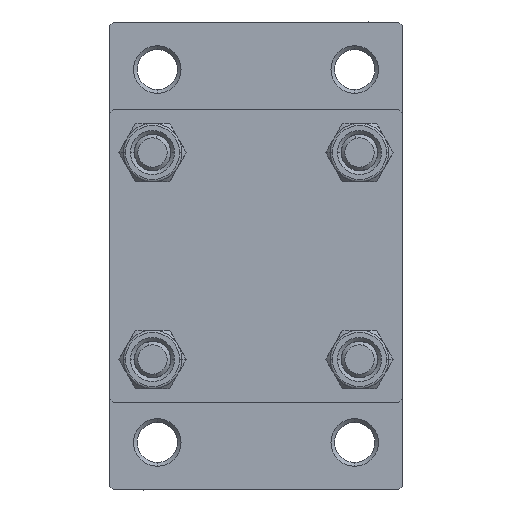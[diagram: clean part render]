
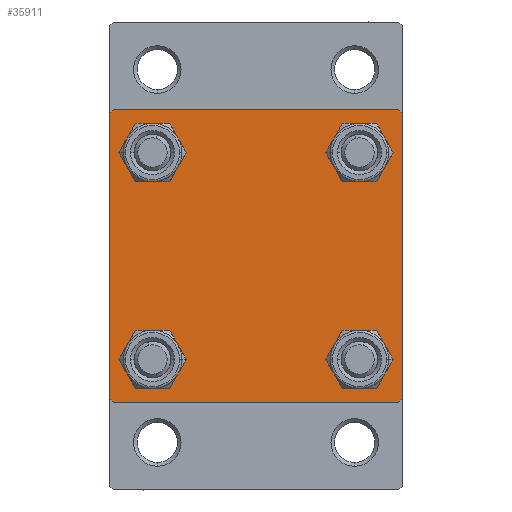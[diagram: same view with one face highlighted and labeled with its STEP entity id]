
A CAD part, left-side view. The second image highlights one B-rep face of the part: STEP entity #35911.
In plain terms, the highlighted planar face has unit normal (-1, 0, 0).
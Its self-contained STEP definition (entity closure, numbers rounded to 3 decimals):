
#224 = EDGE_CURVE ( 'NONE', #13307, #11760, #9806, .T. ) ;
#291 = VERTEX_POINT ( 'NONE', #19056 ) ;
#493 = FACE_OUTER_BOUND ( 'NONE', #6280, .T. ) ;
#561 = CARTESIAN_POINT ( 'NONE',  ( 0., -14.15, -17.15 ) ) ;
#1429 = CARTESIAN_POINT ( 'NONE',  ( 0., -14.15, -14.15 ) ) ;
#1724 = CARTESIAN_POINT ( 'NONE',  ( 0., 19.5, -20. ) ) ;
#1758 = ORIENTED_EDGE ( 'NONE', *, *, #15184, .T. ) ;
#1929 = VERTEX_POINT ( 'NONE', #30201 ) ;
#2189 = CARTESIAN_POINT ( 'NONE',  ( 0., 14.15, 14.15 ) ) ;
#2237 = EDGE_CURVE ( 'NONE', #1929, #5056, #40556, .T. ) ;
#2444 = EDGE_CURVE ( 'NONE', #291, #29290, #44853, .T. ) ;
#2509 = LINE ( 'NONE', #31546, #23626 ) ;
#2649 = CARTESIAN_POINT ( 'NONE',  ( 0., 20., -20. ) ) ;
#2886 = DIRECTION ( 'NONE',  ( 0., -1., 0. ) ) ;
#2926 = VERTEX_POINT ( 'NONE', #42795 ) ;
#3341 = FACE_BOUND ( 'NONE', #42698, .T. ) ;
#4394 = DIRECTION ( 'NONE',  ( 1., 0., 0. ) ) ;
#4654 = DIRECTION ( 'NONE',  ( 1., 0., 0. ) ) ;
#4907 = EDGE_CURVE ( 'NONE', #20838, #291, #11422, .T. ) ;
#5056 = VERTEX_POINT ( 'NONE', #28501 ) ;
#5127 = VERTEX_POINT ( 'NONE', #22317 ) ;
#5470 = CARTESIAN_POINT ( 'NONE',  ( 0., -19.75, 19.75 ) ) ;
#5690 = VECTOR ( 'NONE', #15464, 1000. ) ;
#5697 = CARTESIAN_POINT ( 'NONE',  ( 0., 14.15, 11.15 ) ) ;
#5741 = EDGE_CURVE ( 'NONE', #5127, #2926, #22605, .T. ) ;
#6280 = EDGE_LOOP ( 'NONE', ( #30908, #22673, #24340, #12354, #38821, #23109, #31152, #25728 ) ) ;
#6454 = EDGE_CURVE ( 'NONE', #40117, #10474, #36895, .T. ) ;
#7397 = CARTESIAN_POINT ( 'NONE',  ( 0., 0., 0. ) ) ;
#8795 = CIRCLE ( 'NONE', #11862, 3. ) ;
#9484 = EDGE_LOOP ( 'NONE', ( #44553, #19378 ) ) ;
#9652 = DIRECTION ( 'NONE',  ( 1., 0., 0. ) ) ;
#9806 = LINE ( 'NONE', #2649, #38980 ) ;
#10474 = VERTEX_POINT ( 'NONE', #35627 ) ;
#10486 = ORIENTED_EDGE ( 'NONE', *, *, #6454, .T. ) ;
#10522 = LINE ( 'NONE', #39561, #26474 ) ;
#10860 = AXIS2_PLACEMENT_3D ( 'NONE', #7397, #29519, #17854 ) ;
#11077 = EDGE_CURVE ( 'NONE', #29335, #37153, #38594, .T. ) ;
#11422 = LINE ( 'NONE', #26406, #5690 ) ;
#11589 = VECTOR ( 'NONE', #25721, 1000. ) ;
#11760 = VERTEX_POINT ( 'NONE', #41040 ) ;
#11862 = AXIS2_PLACEMENT_3D ( 'NONE', #27685, #34357, #35059 ) ;
#11938 = EDGE_CURVE ( 'NONE', #17490, #33905, #8795, .T. ) ;
#12138 = DIRECTION ( 'NONE',  ( 1., 0., 0. ) ) ;
#12354 = ORIENTED_EDGE ( 'NONE', *, *, #27775, .T. ) ;
#12452 = CARTESIAN_POINT ( 'NONE',  ( 0., -14.15, 14.15 ) ) ;
#12578 = VECTOR ( 'NONE', #30463, 1000. ) ;
#12709 = AXIS2_PLACEMENT_3D ( 'NONE', #12452, #31477, #41730 ) ;
#12753 = AXIS2_PLACEMENT_3D ( 'NONE', #23161, #4394, #18902 ) ;
#12976 = CARTESIAN_POINT ( 'NONE',  ( 0., -14.15, -11.15 ) ) ;
#13010 = ORIENTED_EDGE ( 'NONE', *, *, #44373, .T. ) ;
#13307 = VERTEX_POINT ( 'NONE', #1724 ) ;
#13461 = DIRECTION ( 'NONE',  ( 0., -0.707, 0.707 ) ) ;
#14800 = VERTEX_POINT ( 'NONE', #43308 ) ;
#15184 = EDGE_CURVE ( 'NONE', #5056, #1929, #15758, .T. ) ;
#15464 = DIRECTION ( 'NONE',  ( 0., 0.707, -0.707 ) ) ;
#15705 = DIRECTION ( 'NONE',  ( 0., 0., 1. ) ) ;
#15758 = CIRCLE ( 'NONE', #27926, 3. ) ;
#16016 = ORIENTED_EDGE ( 'NONE', *, *, #18658, .T. ) ;
#16031 = DIRECTION ( 'NONE',  ( 0., 0., -1. ) ) ;
#16501 = CARTESIAN_POINT ( 'NONE',  ( 0., 20., 20. ) ) ;
#16700 = DIRECTION ( 'NONE',  ( 0., 0., 1. ) ) ;
#17490 = VERTEX_POINT ( 'NONE', #12976 ) ;
#17854 = DIRECTION ( 'NONE',  ( 0., 0., 1. ) ) ;
#18658 = EDGE_CURVE ( 'NONE', #10474, #40117, #26396, .T. ) ;
#18902 = DIRECTION ( 'NONE',  ( 0., 0., 1. ) ) ;
#18952 = CARTESIAN_POINT ( 'NONE',  ( 0., 14.15, -14.15 ) ) ;
#19056 = CARTESIAN_POINT ( 'NONE',  ( 0., 20., 19.5 ) ) ;
#19134 = ORIENTED_EDGE ( 'NONE', *, *, #2237, .T. ) ;
#19378 = ORIENTED_EDGE ( 'NONE', *, *, #11077, .T. ) ;
#20838 = VERTEX_POINT ( 'NONE', #23831 ) ;
#20844 = EDGE_CURVE ( 'NONE', #37153, #29335, #22653, .T. ) ;
#21460 = CARTESIAN_POINT ( 'NONE',  ( 0., -14.15, 17.15 ) ) ;
#21660 = PLANE ( 'NONE',  #10860 ) ;
#22267 = LINE ( 'NONE', #30115, #43463 ) ;
#22317 = CARTESIAN_POINT ( 'NONE',  ( 0., -20., 19.5 ) ) ;
#22329 = VECTOR ( 'NONE', #16031, 1000. ) ;
#22605 = LINE ( 'NONE', #5470, #12578 ) ;
#22653 = CIRCLE ( 'NONE', #39368, 3. ) ;
#22673 = ORIENTED_EDGE ( 'NONE', *, *, #40879, .T. ) ;
#23109 = ORIENTED_EDGE ( 'NONE', *, *, #5741, .T. ) ;
#23161 = CARTESIAN_POINT ( 'NONE',  ( 0., 14.15, 14.15 ) ) ;
#23626 = VECTOR ( 'NONE', #13461, 1000. ) ;
#23831 = CARTESIAN_POINT ( 'NONE',  ( 0., 19.5, 20. ) ) ;
#24148 = DIRECTION ( 'NONE',  ( 0., 0., 1. ) ) ;
#24340 = ORIENTED_EDGE ( 'NONE', *, *, #224, .T. ) ;
#25721 = DIRECTION ( 'NONE',  ( 0., 0., -1. ) ) ;
#25728 = ORIENTED_EDGE ( 'NONE', *, *, #4907, .T. ) ;
#26071 = DIRECTION ( 'NONE',  ( 0., -1., 0. ) ) ;
#26367 = EDGE_LOOP ( 'NONE', ( #34887, #13010 ) ) ;
#26396 = CIRCLE ( 'NONE', #12709, 3. ) ;
#26406 = CARTESIAN_POINT ( 'NONE',  ( 0., 19.75, 19.75 ) ) ;
#26474 = VECTOR ( 'NONE', #35988, 1000. ) ;
#27685 = CARTESIAN_POINT ( 'NONE',  ( 0., -14.15, -14.15 ) ) ;
#27735 = CARTESIAN_POINT ( 'NONE',  ( 0., 14.15, -14.15 ) ) ;
#27775 = EDGE_CURVE ( 'NONE', #11760, #14800, #2509, .T. ) ;
#27926 = AXIS2_PLACEMENT_3D ( 'NONE', #18952, #37275, #44669 ) ;
#28501 = CARTESIAN_POINT ( 'NONE',  ( 0., 14.15, -17.15 ) ) ;
#29290 = VERTEX_POINT ( 'NONE', #38761 ) ;
#29301 = CARTESIAN_POINT ( 'NONE',  ( 0., -20., 20. ) ) ;
#29335 = VERTEX_POINT ( 'NONE', #5697 ) ;
#29519 = DIRECTION ( 'NONE',  ( -1., 0., 0. ) ) ;
#30115 = CARTESIAN_POINT ( 'NONE',  ( 0., 20., 20. ) ) ;
#30201 = CARTESIAN_POINT ( 'NONE',  ( 0., 14.15, -11.15 ) ) ;
#30463 = DIRECTION ( 'NONE',  ( 0., 0.707, 0.707 ) ) ;
#30908 = ORIENTED_EDGE ( 'NONE', *, *, #2444, .T. ) ;
#31152 = ORIENTED_EDGE ( 'NONE', *, *, #33480, .F. ) ;
#31477 = DIRECTION ( 'NONE',  ( 1., 0., 0. ) ) ;
#31546 = CARTESIAN_POINT ( 'NONE',  ( 0., -19.75, -19.75 ) ) ;
#33095 = FACE_BOUND ( 'NONE', #26367, .T. ) ;
#33097 = AXIS2_PLACEMENT_3D ( 'NONE', #37251, #4654, #37486 ) ;
#33480 = EDGE_CURVE ( 'NONE', #20838, #2926, #22267, .T. ) ;
#33905 = VERTEX_POINT ( 'NONE', #561 ) ;
#34357 = DIRECTION ( 'NONE',  ( 1., 0., 0. ) ) ;
#34887 = ORIENTED_EDGE ( 'NONE', *, *, #11938, .T. ) ;
#35006 = EDGE_CURVE ( 'NONE', #5127, #14800, #36910, .T. ) ;
#35059 = DIRECTION ( 'NONE',  ( 0., 0., 1. ) ) ;
#35237 = EDGE_LOOP ( 'NONE', ( #19134, #1758 ) ) ;
#35250 = DIRECTION ( 'NONE',  ( 1., 0., 0. ) ) ;
#35430 = CARTESIAN_POINT ( 'NONE',  ( 0., 14.15, 17.15 ) ) ;
#35627 = CARTESIAN_POINT ( 'NONE',  ( 0., -14.15, 11.15 ) ) ;
#35911 = ADVANCED_FACE ( 'NONE', ( #3341, #33095, #39763, #35945, #493 ), #21660, .T. ) ;
#35945 = FACE_BOUND ( 'NONE', #9484, .T. ) ;
#35988 = DIRECTION ( 'NONE',  ( 0., -0.707, -0.707 ) ) ;
#36895 = CIRCLE ( 'NONE', #33097, 3. ) ;
#36910 = LINE ( 'NONE', #29301, #11589 ) ;
#37153 = VERTEX_POINT ( 'NONE', #35430 ) ;
#37251 = CARTESIAN_POINT ( 'NONE',  ( 0., -14.15, 14.15 ) ) ;
#37275 = DIRECTION ( 'NONE',  ( 1., 0., 0. ) ) ;
#37486 = DIRECTION ( 'NONE',  ( 0., 0., 1. ) ) ;
#38594 = CIRCLE ( 'NONE', #12753, 3. ) ;
#38761 = CARTESIAN_POINT ( 'NONE',  ( 0., 20., -19.5 ) ) ;
#38821 = ORIENTED_EDGE ( 'NONE', *, *, #35006, .F. ) ;
#38980 = VECTOR ( 'NONE', #2886, 1000. ) ;
#39368 = AXIS2_PLACEMENT_3D ( 'NONE', #2189, #35250, #16700 ) ;
#39561 = CARTESIAN_POINT ( 'NONE',  ( 0., 19.75, -19.75 ) ) ;
#39763 = FACE_BOUND ( 'NONE', #35237, .T. ) ;
#40117 = VERTEX_POINT ( 'NONE', #21460 ) ;
#40556 = CIRCLE ( 'NONE', #41331, 3. ) ;
#40879 = EDGE_CURVE ( 'NONE', #29290, #13307, #10522, .T. ) ;
#41040 = CARTESIAN_POINT ( 'NONE',  ( 0., -19.5, -20. ) ) ;
#41331 = AXIS2_PLACEMENT_3D ( 'NONE', #27735, #9652, #24148 ) ;
#41730 = DIRECTION ( 'NONE',  ( 0., 0., 1. ) ) ;
#41817 = CIRCLE ( 'NONE', #42561, 3. ) ;
#42561 = AXIS2_PLACEMENT_3D ( 'NONE', #1429, #12138, #15705 ) ;
#42698 = EDGE_LOOP ( 'NONE', ( #10486, #16016 ) ) ;
#42795 = CARTESIAN_POINT ( 'NONE',  ( 0., -19.5, 20. ) ) ;
#43308 = CARTESIAN_POINT ( 'NONE',  ( 0., -20., -19.5 ) ) ;
#43463 = VECTOR ( 'NONE', #26071, 1000. ) ;
#44373 = EDGE_CURVE ( 'NONE', #33905, #17490, #41817, .T. ) ;
#44553 = ORIENTED_EDGE ( 'NONE', *, *, #20844, .T. ) ;
#44669 = DIRECTION ( 'NONE',  ( 0., 0., 1. ) ) ;
#44853 = LINE ( 'NONE', #16501, #22329 ) ;
